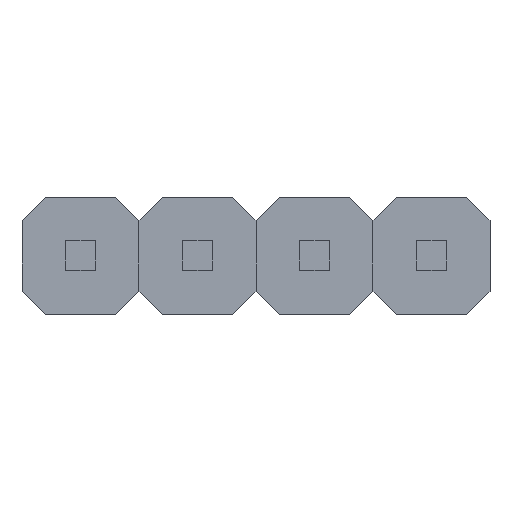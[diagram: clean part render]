
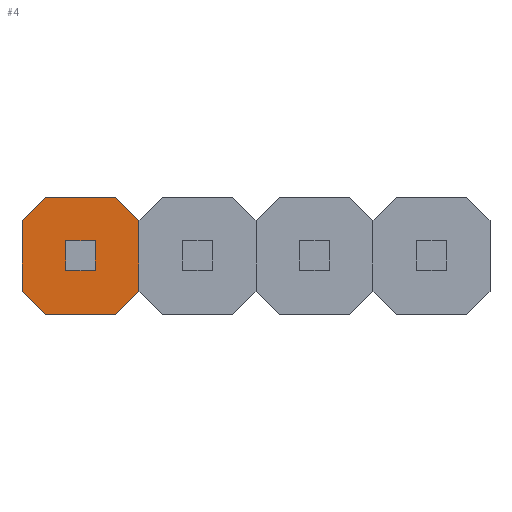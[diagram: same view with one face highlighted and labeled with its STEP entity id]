
A CAD part, top view. The second image highlights one B-rep face of the part: STEP entity #4.
In plain terms, the highlighted planar face has unit normal (0, 0, 1).
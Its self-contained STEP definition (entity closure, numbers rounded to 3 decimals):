
#3 = EDGE_LOOP ( 'NONE', ( #18, #45, #47, #48, #50, #51, #53, #54 ) ) ;
#4 = ADVANCED_FACE ( 'NONE', ( #664 ), #571, .T. ) ;
#18 = ORIENTED_EDGE ( 'NONE', *, *, #72, .T. ) ;
#45 = ORIENTED_EDGE ( 'NONE', *, *, #46, .T. ) ;
#46 = EDGE_CURVE ( 'NONE', #87, #71, #1205, .T. ) ;
#47 = ORIENTED_EDGE ( 'NONE', *, *, #70, .T. ) ;
#48 = ORIENTED_EDGE ( 'NONE', *, *, #49, .T. ) ;
#49 = EDGE_CURVE ( 'NONE', #66, #78, #1201, .T. ) ;
#50 = ORIENTED_EDGE ( 'NONE', *, *, #77, .T. ) ;
#51 = ORIENTED_EDGE ( 'NONE', *, *, #52, .T. ) ;
#52 = EDGE_CURVE ( 'NONE', #79, #100, #1197, .T. ) ;
#53 = ORIENTED_EDGE ( 'NONE', *, *, #98, .T. ) ;
#54 = ORIENTED_EDGE ( 'NONE', *, *, #55, .T. ) ;
#55 = EDGE_CURVE ( 'NONE', #106, #61, #1192, .T. ) ;
#61 = VERTEX_POINT ( 'NONE', #1096 ) ;
#66 = VERTEX_POINT ( 'NONE', #1273 ) ;
#70 = EDGE_CURVE ( 'NONE', #71, #66, #1268, .T. ) ;
#71 = VERTEX_POINT ( 'NONE', #1264 ) ;
#72 = EDGE_CURVE ( 'NONE', #61, #87, #1263, .T. ) ;
#77 = EDGE_CURVE ( 'NONE', #78, #79, #1234, .T. ) ;
#78 = VERTEX_POINT ( 'NONE', #1230 ) ;
#79 = VERTEX_POINT ( 'NONE', #1229 ) ;
#87 = VERTEX_POINT ( 'NONE', #1140 ) ;
#98 = EDGE_CURVE ( 'NONE', #100, #106, #1065, .T. ) ;
#100 = VERTEX_POINT ( 'NONE', #1061 ) ;
#106 = VERTEX_POINT ( 'NONE', #1055 ) ;
#567 = DIRECTION ( 'NONE',  ( 1., 0., 0. ) ) ;
#568 = DIRECTION ( 'NONE',  ( 0., 0., 1. ) ) ;
#569 = CARTESIAN_POINT ( 'NONE',  ( -1.27, 1.27, 2.54 ) ) ;
#570 = AXIS2_PLACEMENT_3D ( 'NONE', #569, #568, #567 ) ;
#571 = PLANE ( 'NONE',  #570 ) ;
#664 = FACE_OUTER_BOUND ( 'NONE', #3, .T. ) ;
#1055 = CARTESIAN_POINT ( 'NONE',  ( -1.27, -0.77, 2.54 ) ) ;
#1061 = CARTESIAN_POINT ( 'NONE',  ( -1.27, 0.77, 2.54 ) ) ;
#1062 = DIRECTION ( 'NONE',  ( 0., -1., 0. ) ) ;
#1063 = VECTOR ( 'NONE', #1062, 1000. ) ;
#1064 = CARTESIAN_POINT ( 'NONE',  ( -1.27, 1.27, 2.54 ) ) ;
#1065 = LINE ( 'NONE', #1064, #1063 ) ;
#1096 = CARTESIAN_POINT ( 'NONE',  ( -0.77, -1.27, 2.54 ) ) ;
#1140 = CARTESIAN_POINT ( 'NONE',  ( 0.77, -1.27, 2.54 ) ) ;
#1189 = DIRECTION ( 'NONE',  ( 0.707, -0.707, 0. ) ) ;
#1190 = VECTOR ( 'NONE', #1189, 1000. ) ;
#1191 = CARTESIAN_POINT ( 'NONE',  ( -2.29, 0.25, 2.54 ) ) ;
#1192 = LINE ( 'NONE', #1191, #1190 ) ;
#1194 = DIRECTION ( 'NONE',  ( -0.707, -0.707, 0. ) ) ;
#1195 = VECTOR ( 'NONE', #1194, 1000. ) ;
#1196 = CARTESIAN_POINT ( 'NONE',  ( -1.02, 1.02, 2.54 ) ) ;
#1197 = LINE ( 'NONE', #1196, #1195 ) ;
#1198 = DIRECTION ( 'NONE',  ( -0.707, 0.707, 0. ) ) ;
#1199 = VECTOR ( 'NONE', #1198, 1000. ) ;
#1200 = CARTESIAN_POINT ( 'NONE',  ( -0.25, 2.29, 2.54 ) ) ;
#1201 = LINE ( 'NONE', #1200, #1199 ) ;
#1202 = DIRECTION ( 'NONE',  ( 0.707, 0.707, 0. ) ) ;
#1203 = VECTOR ( 'NONE', #1202, 1000. ) ;
#1204 = CARTESIAN_POINT ( 'NONE',  ( 1.02, -1.02, 2.54 ) ) ;
#1205 = LINE ( 'NONE', #1204, #1203 ) ;
#1229 = CARTESIAN_POINT ( 'NONE',  ( -0.77, 1.27, 2.54 ) ) ;
#1230 = CARTESIAN_POINT ( 'NONE',  ( 0.77, 1.27, 2.54 ) ) ;
#1231 = DIRECTION ( 'NONE',  ( -1., 0., 0. ) ) ;
#1232 = VECTOR ( 'NONE', #1231, 1000. ) ;
#1233 = CARTESIAN_POINT ( 'NONE',  ( -1.27, 1.27, 2.54 ) ) ;
#1234 = LINE ( 'NONE', #1233, #1232 ) ;
#1260 = DIRECTION ( 'NONE',  ( 1., 0., 0. ) ) ;
#1261 = VECTOR ( 'NONE', #1260, 1000. ) ;
#1262 = CARTESIAN_POINT ( 'NONE',  ( -1.27, -1.27, 2.54 ) ) ;
#1263 = LINE ( 'NONE', #1262, #1261 ) ;
#1264 = CARTESIAN_POINT ( 'NONE',  ( 1.27, -0.77, 2.54 ) ) ;
#1265 = DIRECTION ( 'NONE',  ( 0., 1., 0. ) ) ;
#1266 = VECTOR ( 'NONE', #1265, 1000. ) ;
#1267 = CARTESIAN_POINT ( 'NONE',  ( 1.27, 1.27, 2.54 ) ) ;
#1268 = LINE ( 'NONE', #1267, #1266 ) ;
#1273 = CARTESIAN_POINT ( 'NONE',  ( 1.27, 0.77, 2.54 ) ) ;
